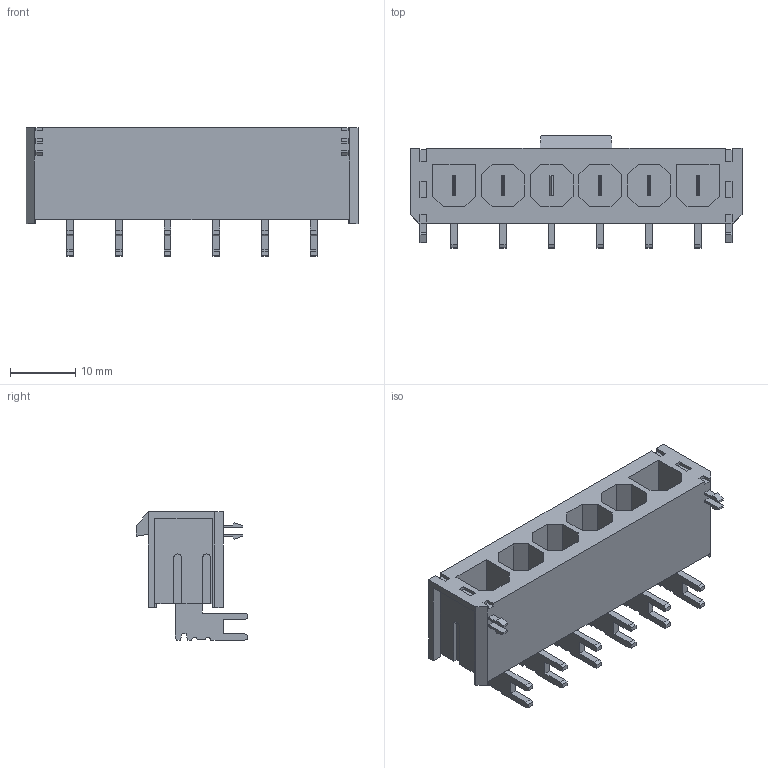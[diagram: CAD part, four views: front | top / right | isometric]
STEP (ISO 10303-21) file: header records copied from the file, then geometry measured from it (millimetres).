
FILE_DESCRIPTION((''),'2;1');
FILE_NAME('431603106','2015-07-31T',('me'),(''),'PRO/ENGINEER BY PARAMETRIC TECHNOLOGY CORPORATION, 2011490','PRO/ENGINEER BY PARAMETRIC TECHNOLOGY CORPORATION, 2011490','');
FILE_SCHEMA(('CONFIG_CONTROL_DESIGN'));
Length unit declared in the file: inch
Products named in the file (1): 431603106
Bounding box: 51.05 x 17.2 x 19.79 mm (x, y, z)
Volume: 4964.2 mm3; surface area: 5979.2 mm2
Topology: 1 solids, 1 shells, 395 faces, 1087 edges, 718 vertices
Faces by surface type: plane 379, cylinder 16
Entity records: 12300 total; most frequent: CARTESIAN_POINT 2173, ORIENTED_EDGE 2118, DIRECTION 1939, EDGE_CURVE 1059, VECTOR 1027, LINE 1027, VERTEX_POINT 690, AXIS2_PLACEMENT_3D 456
